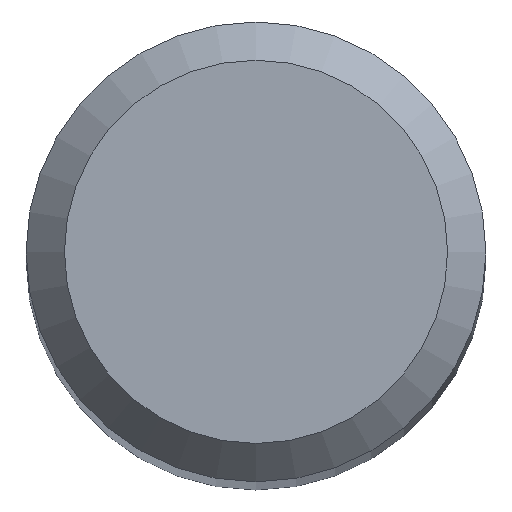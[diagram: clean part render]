
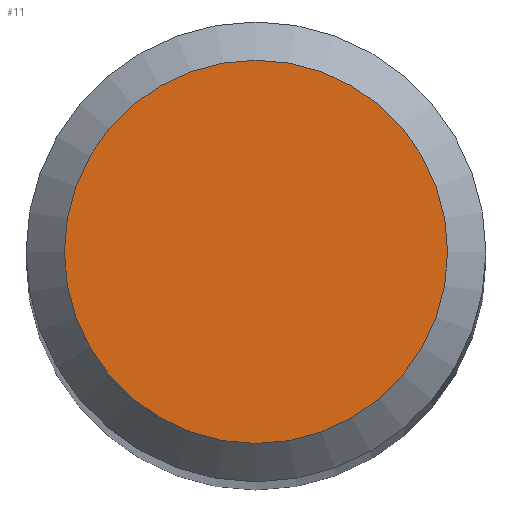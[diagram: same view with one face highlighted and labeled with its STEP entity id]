
A CAD part, top view. The second image highlights one B-rep face of the part: STEP entity #11.
In plain terms, the highlighted planar face has unit normal (0, 0, 1).
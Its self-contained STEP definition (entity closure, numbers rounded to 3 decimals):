
#11 = ADVANCED_FACE ( 'NONE', ( #66 ), #184, .F. ) ;
#22 = CIRCLE ( 'NONE', #227, 2.5 ) ;
#30 = CARTESIAN_POINT ( 'NONE',  ( 0., 0., 80. ) ) ;
#49 = DIRECTION ( 'NONE',  ( 0., 1., 0. ) ) ;
#51 = EDGE_LOOP ( 'NONE', ( #201 ) ) ;
#54 = EDGE_CURVE ( 'NONE', #207, #207, #22, .T. ) ;
#66 = FACE_OUTER_BOUND ( 'NONE', #51, .T. ) ;
#85 = DIRECTION ( 'NONE',  ( 0., 0., -1. ) ) ;
#87 = AXIS2_PLACEMENT_3D ( 'NONE', #181, #85, #49 ) ;
#162 = DIRECTION ( 'NONE',  ( 0., 1., 0. ) ) ;
#167 = CARTESIAN_POINT ( 'NONE',  ( 0., 2.5, 80. ) ) ;
#181 = CARTESIAN_POINT ( 'NONE',  ( 0., 0., 80. ) ) ;
#182 = DIRECTION ( 'NONE',  ( 0., 0., -1. ) ) ;
#184 = PLANE ( 'NONE',  #87 ) ;
#201 = ORIENTED_EDGE ( 'NONE', *, *, #54, .F. ) ;
#207 = VERTEX_POINT ( 'NONE', #167 ) ;
#227 = AXIS2_PLACEMENT_3D ( 'NONE', #30, #182, #162 ) ;
